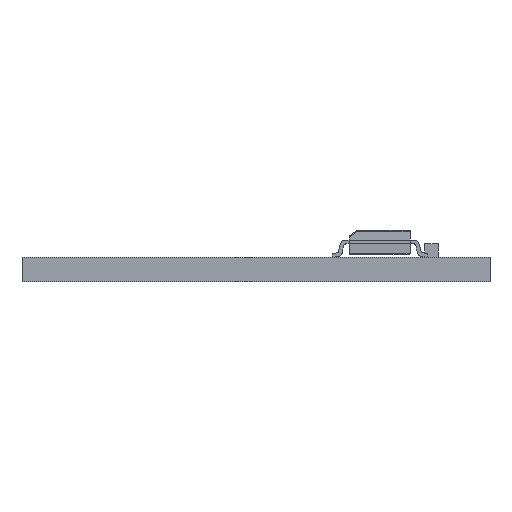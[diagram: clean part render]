
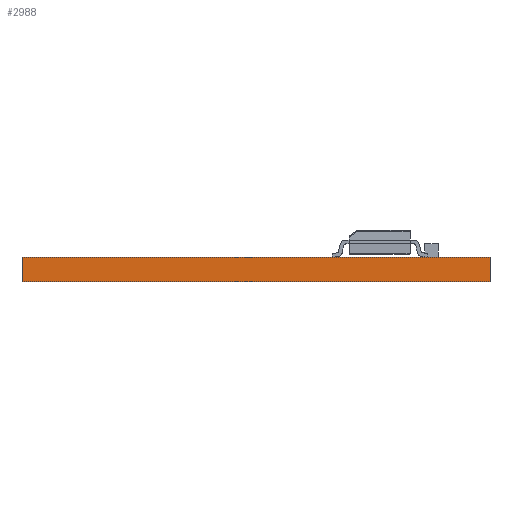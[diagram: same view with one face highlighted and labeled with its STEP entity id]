
A CAD part, front view. The second image highlights one B-rep face of the part: STEP entity #2988.
In plain terms, the highlighted planar face has unit normal (0, -1, 0).
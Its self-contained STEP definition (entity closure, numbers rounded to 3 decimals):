
#1981 = DIRECTION ( 'NONE',  ( 1., 0., 0. ) ) ;
#2115 = CARTESIAN_POINT ( 'NONE',  ( 0., 0., 1.575 ) ) ;
#2264 = VECTOR ( 'NONE', #17086, 1000. ) ;
#2988 = ADVANCED_FACE ( 'NONE', ( #9954 ), #4965, .F. ) ;
#3162 = DIRECTION ( 'NONE',  ( 1., 0., 0. ) ) ;
#3183 = EDGE_CURVE ( 'NONE', #25910, #25727, #6933, .T. ) ;
#3267 = DIRECTION ( 'NONE',  ( 0., 0., 1. ) ) ;
#4965 = PLANE ( 'NONE',  #21894 ) ;
#5620 = DIRECTION ( 'NONE',  ( 0., 1., 0. ) ) ;
#6933 = LINE ( 'NONE', #2115, #2264 ) ;
#6965 = ORIENTED_EDGE ( 'NONE', *, *, #18395, .F. ) ;
#8810 = EDGE_CURVE ( 'NONE', #25727, #15942, #17125, .T. ) ;
#9161 = LINE ( 'NONE', #12027, #20771 ) ;
#9212 = ORIENTED_EDGE ( 'NONE', *, *, #10806, .F. ) ;
#9727 = ORIENTED_EDGE ( 'NONE', *, *, #8810, .T. ) ;
#9954 = FACE_OUTER_BOUND ( 'NONE', #18855, .T. ) ;
#10291 = CARTESIAN_POINT ( 'NONE',  ( 30.48, 0., 1.575 ) ) ;
#10806 = EDGE_CURVE ( 'NONE', #21647, #15942, #9161, .T. ) ;
#12027 = CARTESIAN_POINT ( 'NONE',  ( 30.48, 0., 1.575 ) ) ;
#12881 = CARTESIAN_POINT ( 'NONE',  ( 30.48, 0., 1.575 ) ) ;
#15207 = CARTESIAN_POINT ( 'NONE',  ( 0., 0., 1.575 ) ) ;
#15494 = VECTOR ( 'NONE', #1981, 1000. ) ;
#15942 = VERTEX_POINT ( 'NONE', #21099 ) ;
#17086 = DIRECTION ( 'NONE',  ( 0., 0., -1. ) ) ;
#17125 = LINE ( 'NONE', #19133, #15494 ) ;
#17553 = CARTESIAN_POINT ( 'NONE',  ( 0., 0., 0. ) ) ;
#18395 = EDGE_CURVE ( 'NONE', #25910, #21647, #27984, .T. ) ;
#18638 = CARTESIAN_POINT ( 'NONE',  ( 30.48, 0., 1.575 ) ) ;
#18855 = EDGE_LOOP ( 'NONE', ( #9727, #9212, #6965, #28299 ) ) ;
#19133 = CARTESIAN_POINT ( 'NONE',  ( 30.48, 0., 0. ) ) ;
#19325 = DIRECTION ( 'NONE',  ( 0., 0., -1. ) ) ;
#20771 = VECTOR ( 'NONE', #19325, 1000. ) ;
#21099 = CARTESIAN_POINT ( 'NONE',  ( 30.48, 0., 0. ) ) ;
#21647 = VERTEX_POINT ( 'NONE', #18638 ) ;
#21894 = AXIS2_PLACEMENT_3D ( 'NONE', #10291, #5620, #3267 ) ;
#24257 = VECTOR ( 'NONE', #3162, 1000. ) ;
#25727 = VERTEX_POINT ( 'NONE', #17553 ) ;
#25910 = VERTEX_POINT ( 'NONE', #15207 ) ;
#27984 = LINE ( 'NONE', #12881, #24257 ) ;
#28299 = ORIENTED_EDGE ( 'NONE', *, *, #3183, .T. ) ;
